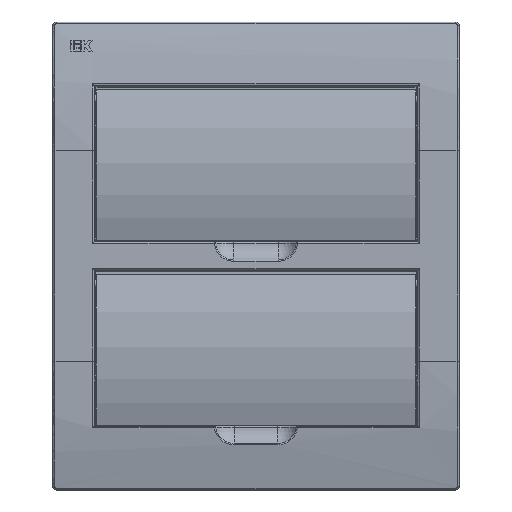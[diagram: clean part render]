
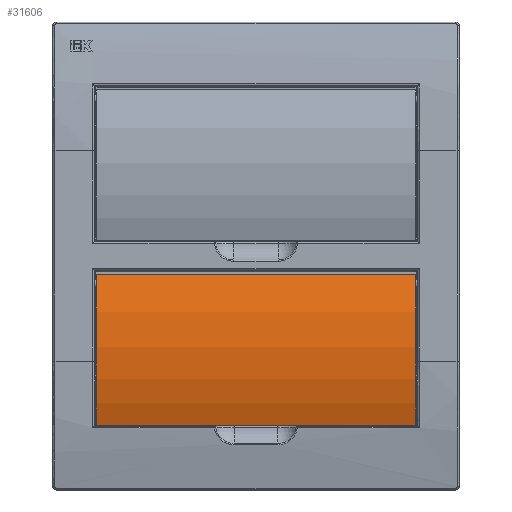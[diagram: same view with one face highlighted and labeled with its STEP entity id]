
A CAD part, top view. The second image highlights one B-rep face of the part: STEP entity #31606.
In plain terms, the highlighted cylindrical face has radius 164.613 mm (diameter 329.225 mm), a partial arc.
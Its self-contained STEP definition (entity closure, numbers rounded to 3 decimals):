
#3338 = CYLINDRICAL_SURFACE ( 'NONE', #33666, 164.613 ) ;
#4756 = ORIENTED_EDGE ( 'NONE', *, *, #56526, .F. ) ;
#7191 = CARTESIAN_POINT ( 'NONE',  ( -117.92, -13.648, 75.965 ) ) ;
#8563 = VECTOR ( 'NONE', #22029, 1000. ) ;
#13017 = CARTESIAN_POINT ( 'NONE',  ( 117.93, -124.905, 76.037 ) ) ;
#13055 = VERTEX_POINT ( 'NONE', #75161 ) ;
#16063 = CARTESIAN_POINT ( 'NONE',  ( 117.93, -124.905, 76.037 ) ) ;
#17998 = ORIENTED_EDGE ( 'NONE', *, *, #70322, .T. ) ;
#19723 = CARTESIAN_POINT ( 'NONE',  ( -117.92, -13.648, 75.965 ) ) ;
#21827 = CARTESIAN_POINT ( 'NONE',  ( 117.92, -13.648, 75.965 ) ) ;
#22029 = DIRECTION ( 'NONE',  ( -1., 0., 0. ) ) ;
#31070 = VECTOR ( 'NONE', #36123, 1000. ) ;
#31606 = ADVANCED_FACE ( 'NONE', ( #74541 ), #3338, .T. ) ;
#32326 = LINE ( 'NONE', #13017, #8563 ) ;
#33666 = AXIS2_PLACEMENT_3D ( 'NONE', #51702, #96182, #105172 ) ;
#36123 = DIRECTION ( 'NONE',  ( -1., 0., 0. ) ) ;
#39781 = CARTESIAN_POINT ( 'NONE',  ( 117.93, -124.905, 76.037 ) ) ;
#41002 =( BOUNDED_CURVE ( )  B_SPLINE_CURVE ( 3, ( #21827, #84278, #93256, #39781 ),
 .UNSPECIFIED., .F., .F. ) 
 B_SPLINE_CURVE_WITH_KNOTS ( ( 4, 4 ),
 ( 5.944, 6.633 ),
 .UNSPECIFIED. ) 
 CURVE ( )  GEOMETRIC_REPRESENTATION_ITEM ( )  RATIONAL_B_SPLINE_CURVE ( ( 1., 0.961, 0.961, 1. ) ) 
 REPRESENTATION_ITEM ( '' )  );
#46655 = CARTESIAN_POINT ( 'NONE',  ( -117.699, -88.568, 89.057 ) ) ;
#51702 = CARTESIAN_POINT ( 'NONE',  ( 118., -69.376, -78.927 ) ) ;
#56526 = EDGE_CURVE ( 'NONE', #13055, #73545, #41002, .T. ) ;
#62326 = EDGE_CURVE ( 'NONE', #73545, #112861, #32326, .T. ) ;
#65641 = ORIENTED_EDGE ( 'NONE', *, *, #62326, .F. ) ;
#67711 = CARTESIAN_POINT ( 'NONE',  ( -117.93, -124.905, 76.037 ) ) ;
#70322 = EDGE_CURVE ( 'NONE', #13055, #76672, #102297, .T. ) ;
#71907 = EDGE_LOOP ( 'NONE', ( #84619, #65641, #4756, #17998 ) ) ;
#73173 = CARTESIAN_POINT ( 'NONE',  ( -117.695, -49.968, 89.032 ) ) ;
#73545 = VERTEX_POINT ( 'NONE', #16063 ) ;
#74541 = FACE_OUTER_BOUND ( 'NONE', #71907, .T. ) ;
#75161 = CARTESIAN_POINT ( 'NONE',  ( 117.92, -13.648, 75.965 ) ) ;
#76672 = VERTEX_POINT ( 'NONE', #7191 ) ;
#79796 = CARTESIAN_POINT ( 'NONE',  ( 118., -13.648, 75.965 ) ) ;
#84278 = CARTESIAN_POINT ( 'NONE',  ( 117.695, -49.968, 89.032 ) ) ;
#84619 = ORIENTED_EDGE ( 'NONE', *, *, #84874, .T. ) ;
#84874 = EDGE_CURVE ( 'NONE', #76672, #112861, #99987, .T. ) ;
#93256 = CARTESIAN_POINT ( 'NONE',  ( 117.699, -88.568, 89.057 ) ) ;
#96182 = DIRECTION ( 'NONE',  ( -1., 0., 0. ) ) ;
#99987 =( BOUNDED_CURVE ( )  B_SPLINE_CURVE ( 3, ( #19723, #73173, #46655, #109119 ),
 .UNSPECIFIED., .F., .F. ) 
 B_SPLINE_CURVE_WITH_KNOTS ( ( 4, 4 ),
 ( 2.802, 3.491 ),
 .UNSPECIFIED. ) 
 CURVE ( )  GEOMETRIC_REPRESENTATION_ITEM ( )  RATIONAL_B_SPLINE_CURVE ( ( 1., 0.961, 0.961, 1. ) ) 
 REPRESENTATION_ITEM ( '' )  );
#102297 = LINE ( 'NONE', #79796, #31070 ) ;
#105172 = DIRECTION ( 'NONE',  ( 0., -1., 0.006 ) ) ;
#109119 = CARTESIAN_POINT ( 'NONE',  ( -117.93, -124.905, 76.037 ) ) ;
#112861 = VERTEX_POINT ( 'NONE', #67711 ) ;
